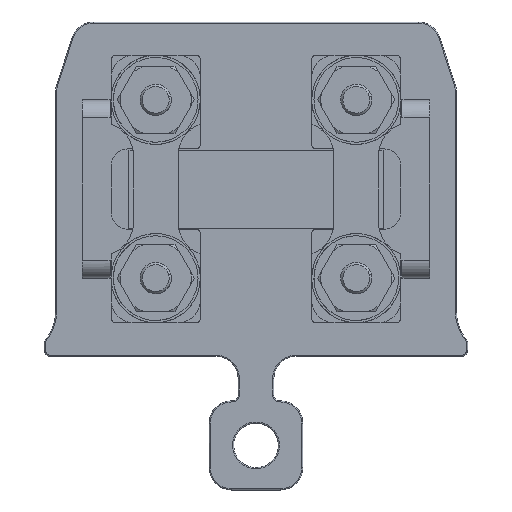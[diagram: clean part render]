
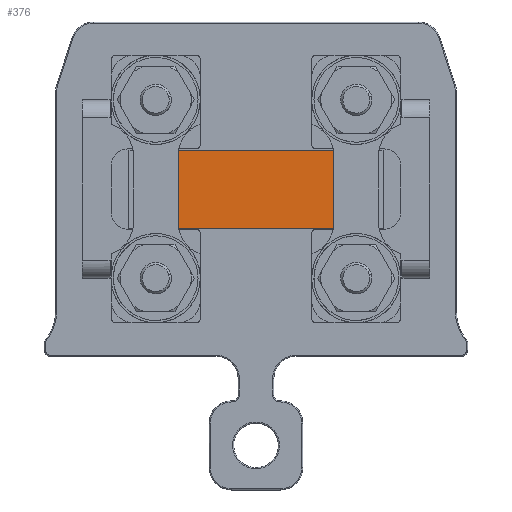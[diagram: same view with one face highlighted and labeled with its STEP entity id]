
A CAD part, top view. The second image highlights one B-rep face of the part: STEP entity #376.
In plain terms, the highlighted planar face has unit normal (0, 0, 1).
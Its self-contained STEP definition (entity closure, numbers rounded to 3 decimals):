
#185=AXIS2_PLACEMENT_3D('Plane Axis2P3D',#182,#183,#184) ;
#330=AXIS2_PLACEMENT_3D('Circle Axis2P3D',#328,#329,$) ;
#344=AXIS2_PLACEMENT_3D('Circle Axis2P3D',#342,#343,$) ;
#349=AXIS2_PLACEMENT_3D('Circle Axis2P3D',#347,#348,$) ;
#363=AXIS2_PLACEMENT_3D('Circle Axis2P3D',#361,#362,$) ;
#70=CARTESIAN_POINT('Vertex',(-3.479,-5.75,3.275)) ;
#73=CARTESIAN_POINT('Line Origine',(0.,-5.75,3.275)) ;
#77=CARTESIAN_POINT('Vertex',(3.479,-5.75,3.275)) ;
#182=CARTESIAN_POINT('Axis2P3D Location',(0.,-7.5,3.275)) ;
#319=CARTESIAN_POINT('Line Origine',(0.,-9.25,3.275)) ;
#323=CARTESIAN_POINT('Vertex',(-3.479,-9.25,3.275)) ;
#325=CARTESIAN_POINT('Vertex',(3.479,-9.25,3.275)) ;
#328=CARTESIAN_POINT('Axis2P3D Location',(2.,-9.,3.275)) ;
#332=CARTESIAN_POINT('Vertex',(3.5,-9.,3.275)) ;
#335=CARTESIAN_POINT('Line Origine',(3.5,-7.5,3.275)) ;
#339=CARTESIAN_POINT('Vertex',(3.5,-6.,3.275)) ;
#342=CARTESIAN_POINT('Axis2P3D Location',(2.,-6.,3.275)) ;
#347=CARTESIAN_POINT('Axis2P3D Location',(-2.,-6.,3.275)) ;
#351=CARTESIAN_POINT('Vertex',(-3.5,-6.,3.275)) ;
#354=CARTESIAN_POINT('Line Origine',(-3.5,-7.5,3.275)) ;
#358=CARTESIAN_POINT('Vertex',(-3.5,-9.,3.275)) ;
#361=CARTESIAN_POINT('Axis2P3D Location',(-2.,-9.,3.275)) ;
#74=DIRECTION('Vector Direction',(1.,0.,0.)) ;
#183=DIRECTION('Axis2P3D Direction',(0.,0.,1.)) ;
#184=DIRECTION('Axis2P3D XDirection',(1.,0.,0.)) ;
#320=DIRECTION('Vector Direction',(-1.,0.,0.)) ;
#329=DIRECTION('Axis2P3D Direction',(0.,0.,1.)) ;
#336=DIRECTION('Vector Direction',(0.,-1.,0.)) ;
#343=DIRECTION('Axis2P3D Direction',(0.,0.,1.)) ;
#348=DIRECTION('Axis2P3D Direction',(0.,0.,1.)) ;
#355=DIRECTION('Vector Direction',(0.,1.,0.)) ;
#362=DIRECTION('Axis2P3D Direction',(0.,0.,1.)) ;
#75=VECTOR('Line Direction',#74,1.) ;
#321=VECTOR('Line Direction',#320,1.) ;
#337=VECTOR('Line Direction',#336,1.) ;
#356=VECTOR('Line Direction',#355,1.) ;
#367=ORIENTED_EDGE('',*,*,#327,.T.) ;
#368=ORIENTED_EDGE('',*,*,#334,.F.) ;
#369=ORIENTED_EDGE('',*,*,#341,.F.) ;
#370=ORIENTED_EDGE('',*,*,#346,.F.) ;
#371=ORIENTED_EDGE('',*,*,#79,.T.) ;
#372=ORIENTED_EDGE('',*,*,#353,.F.) ;
#373=ORIENTED_EDGE('',*,*,#360,.F.) ;
#374=ORIENTED_EDGE('',*,*,#365,.F.) ;
#376=ADVANCED_FACE('Hauptk\X2\00F6\X0\rper.1.1',(#375),#186,.T.) ;
#331=CIRCLE('generated circle',#330,1.5) ;
#345=CIRCLE('generated circle',#344,1.5) ;
#350=CIRCLE('generated circle',#349,1.5) ;
#364=CIRCLE('generated circle',#363,1.5) ;
#79=EDGE_CURVE('',#78,#71,#76,.F.) ;
#327=EDGE_CURVE('',#324,#326,#322,.F.) ;
#334=EDGE_CURVE('',#333,#326,#331,.F.) ;
#341=EDGE_CURVE('',#340,#333,#338,.T.) ;
#346=EDGE_CURVE('',#78,#340,#345,.F.) ;
#353=EDGE_CURVE('',#352,#71,#350,.F.) ;
#360=EDGE_CURVE('',#359,#352,#357,.T.) ;
#365=EDGE_CURVE('',#324,#359,#364,.F.) ;
#366=EDGE_LOOP('',(#367,#368,#369,#370,#371,#372,#373,#374)) ;
#375=FACE_OUTER_BOUND('',#366,.T.) ;
#76=LINE('Line',#73,#75) ;
#322=LINE('Line',#319,#321) ;
#338=LINE('Line',#335,#337) ;
#357=LINE('Line',#354,#356) ;
#186=PLANE('',#185) ;
#71=VERTEX_POINT('',#70) ;
#78=VERTEX_POINT('',#77) ;
#324=VERTEX_POINT('',#323) ;
#326=VERTEX_POINT('',#325) ;
#333=VERTEX_POINT('',#332) ;
#340=VERTEX_POINT('',#339) ;
#352=VERTEX_POINT('',#351) ;
#359=VERTEX_POINT('',#358) ;
